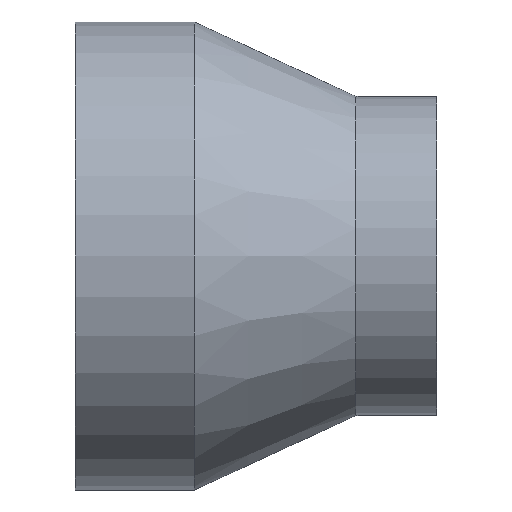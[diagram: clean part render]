
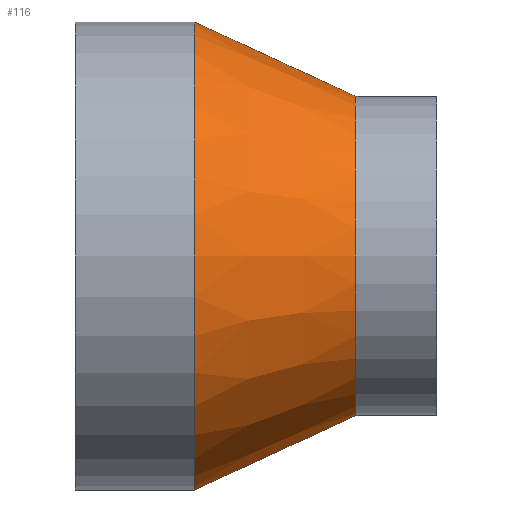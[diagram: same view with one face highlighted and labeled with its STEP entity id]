
A CAD part, front view. The second image highlights one B-rep face of the part: STEP entity #116.
In plain terms, the highlighted conical face has half-angle 24.727 degrees and reference radius 46.25 mm.
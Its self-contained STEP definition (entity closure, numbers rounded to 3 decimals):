
#15=CONICAL_SURFACE('',#148,46.25,0.432);
#24=FACE_OUTER_BOUND('',#33,.T.);
#33=EDGE_LOOP('',(#91,#92,#93,#94));
#41=LINE('',#214,#47);
#47=VECTOR('',#179,46.25);
#54=CIRCLE('',#147,55.);
#55=CIRCLE('',#149,37.5);
#62=VERTEX_POINT('',#208);
#63=VERTEX_POINT('',#212);
#71=EDGE_CURVE('',#62,#62,#54,.T.);
#73=EDGE_CURVE('',#63,#63,#55,.T.);
#74=EDGE_CURVE('',#63,#62,#41,.T.);
#91=ORIENTED_EDGE('',*,*,#73,.F.);
#92=ORIENTED_EDGE('',*,*,#74,.T.);
#93=ORIENTED_EDGE('',*,*,#71,.T.);
#94=ORIENTED_EDGE('',*,*,#74,.F.);
#116=ADVANCED_FACE('',(#24),#15,.T.);
#147=AXIS2_PLACEMENT_3D('',#209,#172,#173);
#148=AXIS2_PLACEMENT_3D('',#211,#175,#176);
#149=AXIS2_PLACEMENT_3D('',#213,#177,#178);
#172=DIRECTION('center_axis',(1.,0.,0.));
#173=DIRECTION('ref_axis',(0.,0.,-1.));
#175=DIRECTION('center_axis',(-1.,0.,0.));
#176=DIRECTION('ref_axis',(0.,1.,0.));
#177=DIRECTION('center_axis',(1.,0.,0.));
#178=DIRECTION('ref_axis',(0.,0.,-1.));
#179=DIRECTION('',(-0.908,-0.418,0.));
#208=CARTESIAN_POINT('',(28.,-55.,0.));
#209=CARTESIAN_POINT('Origin',(28.,0.,0.));
#211=CARTESIAN_POINT('Origin',(47.,0.,0.));
#212=CARTESIAN_POINT('',(66.,-37.5,0.));
#213=CARTESIAN_POINT('Origin',(66.,0.,0.));
#214=CARTESIAN_POINT('',(47.,-46.25,0.));
